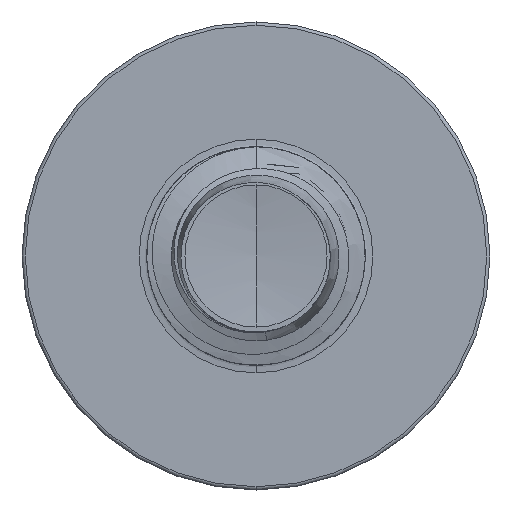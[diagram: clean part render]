
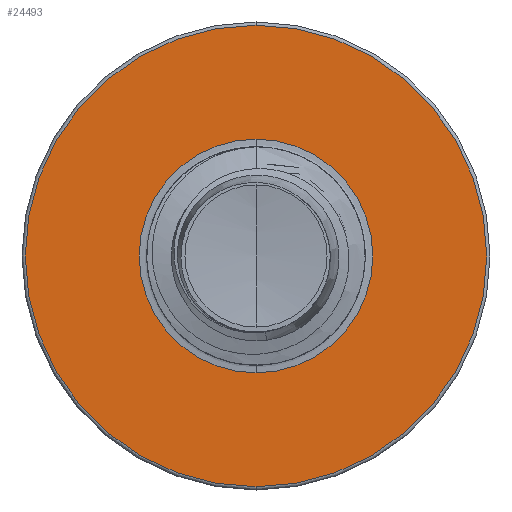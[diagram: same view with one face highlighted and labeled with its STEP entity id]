
A CAD part, front view. The second image highlights one B-rep face of the part: STEP entity #24493.
In plain terms, the highlighted planar face has unit normal (0, -1, 0).
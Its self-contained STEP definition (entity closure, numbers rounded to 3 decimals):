
#1127 = CARTESIAN_POINT ( 'NONE',  ( 0., 16., 1.872 ) ) ;
#2382 = CARTESIAN_POINT ( 'NONE',  ( 0., 16., -1.872 ) ) ;
#5267 = DIRECTION ( 'NONE',  ( 0., 1., 0. ) ) ;
#5718 = PLANE ( 'NONE',  #5904 ) ;
#5904 = AXIS2_PLACEMENT_3D ( 'NONE', #21595, #8360, #26876 ) ;
#6199 = ORIENTED_EDGE ( 'NONE', *, *, #16837, .T. ) ;
#6768 = AXIS2_PLACEMENT_3D ( 'NONE', #31162, #15315, #33843 ) ;
#6921 = EDGE_CURVE ( 'NONE', #7687, #28565, #29724, .T. ) ;
#7529 = CIRCLE ( 'NONE', #31398, 3.698 ) ;
#7687 = VERTEX_POINT ( 'NONE', #2382 ) ;
#8360 = DIRECTION ( 'NONE',  ( 0., 1., 0. ) ) ;
#8362 = ORIENTED_EDGE ( 'NONE', *, *, #15078, .F. ) ;
#10122 = CARTESIAN_POINT ( 'NONE',  ( 0., 16., 0. ) ) ;
#10575 = DIRECTION ( 'NONE',  ( 0., 1., 0. ) ) ;
#12752 = AXIS2_PLACEMENT_3D ( 'NONE', #21138, #5267, #23779 ) ;
#12789 = DIRECTION ( 'NONE',  ( 0., 0., 1. ) ) ;
#12893 = FACE_OUTER_BOUND ( 'NONE', #13750, .T. ) ;
#13750 = EDGE_LOOP ( 'NONE', ( #13883, #8362 ) ) ;
#13883 = ORIENTED_EDGE ( 'NONE', *, *, #24136, .F. ) ;
#15078 = EDGE_CURVE ( 'NONE', #31265, #29865, #16022, .T. ) ;
#15315 = DIRECTION ( 'NONE',  ( 0., 1., 0. ) ) ;
#16022 = CIRCLE ( 'NONE', #12752, 3.698 ) ;
#16837 = EDGE_CURVE ( 'NONE', #28565, #7687, #20618, .T. ) ;
#20618 = CIRCLE ( 'NONE', #6768, 1.872 ) ;
#21138 = CARTESIAN_POINT ( 'NONE',  ( 0., 16., 0. ) ) ;
#21386 = AXIS2_PLACEMENT_3D ( 'NONE', #10122, #28649, #12789 ) ;
#21595 = CARTESIAN_POINT ( 'NONE',  ( 0., 16., -1.872 ) ) ;
#22707 = CARTESIAN_POINT ( 'NONE',  ( 0., 16., -3.697 ) ) ;
#23779 = DIRECTION ( 'NONE',  ( 0., 0., 1. ) ) ;
#24136 = EDGE_CURVE ( 'NONE', #29865, #31265, #7529, .T. ) ;
#24493 = ADVANCED_FACE ( 'NONE', ( #12893, #26952 ), #5718, .F. ) ;
#26428 = CARTESIAN_POINT ( 'NONE',  ( 0., 16., 0. ) ) ;
#26689 = ORIENTED_EDGE ( 'NONE', *, *, #6921, .T. ) ;
#26876 = DIRECTION ( 'NONE',  ( 0., 0., 1. ) ) ;
#26952 = FACE_BOUND ( 'NONE', #33479, .T. ) ;
#28565 = VERTEX_POINT ( 'NONE', #1127 ) ;
#28649 = DIRECTION ( 'NONE',  ( 0., 1., 0. ) ) ;
#29094 = DIRECTION ( 'NONE',  ( 0., 0., 1. ) ) ;
#29724 = CIRCLE ( 'NONE', #21386, 1.872 ) ;
#29865 = VERTEX_POINT ( 'NONE', #33744 ) ;
#31162 = CARTESIAN_POINT ( 'NONE',  ( 0., 16., 0. ) ) ;
#31265 = VERTEX_POINT ( 'NONE', #22707 ) ;
#31398 = AXIS2_PLACEMENT_3D ( 'NONE', #26428, #10575, #29094 ) ;
#33479 = EDGE_LOOP ( 'NONE', ( #6199, #26689 ) ) ;
#33744 = CARTESIAN_POINT ( 'NONE',  ( 0., 16., 3.698 ) ) ;
#33843 = DIRECTION ( 'NONE',  ( 0., 0., 1. ) ) ;
